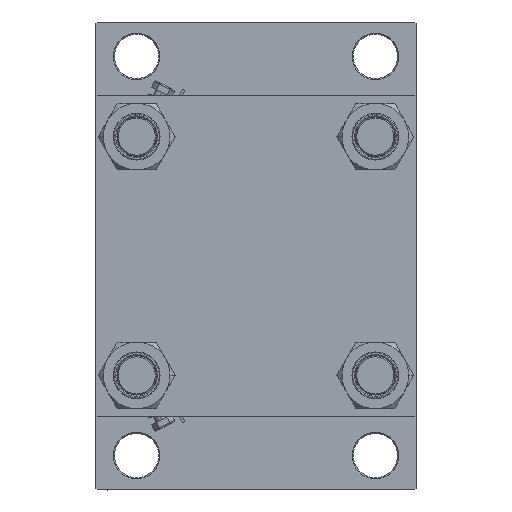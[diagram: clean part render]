
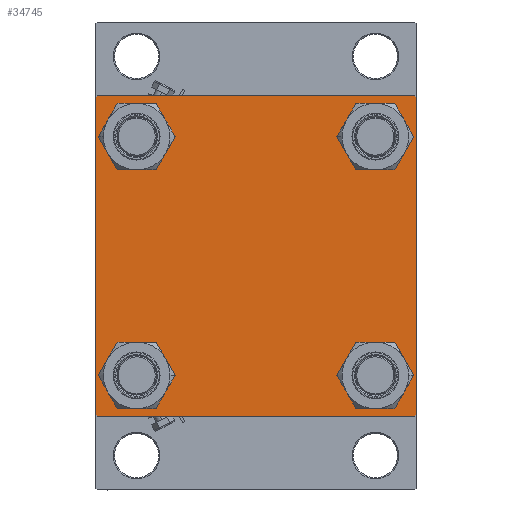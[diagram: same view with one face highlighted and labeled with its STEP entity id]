
A CAD part, left-side view. The second image highlights one B-rep face of the part: STEP entity #34745.
In plain terms, the highlighted planar face has unit normal (-1, 0, 0).
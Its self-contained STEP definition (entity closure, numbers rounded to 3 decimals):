
#214 = CARTESIAN_POINT ( 'NONE',  ( 0., 65., -64.5 ) ) ;
#254 = CARTESIAN_POINT ( 'NONE',  ( 0., -48.45, -39.95 ) ) ;
#494 = VERTEX_POINT ( 'NONE', #20586 ) ;
#525 = CARTESIAN_POINT ( 'NONE',  ( 0., 64.75, -64.75 ) ) ;
#569 = LINE ( 'NONE', #34627, #38853 ) ;
#699 = VERTEX_POINT ( 'NONE', #7472 ) ;
#1147 = CARTESIAN_POINT ( 'NONE',  ( 0., 0., 0. ) ) ;
#1255 = DIRECTION ( 'NONE',  ( 0., 0., -1. ) ) ;
#1884 = EDGE_CURVE ( 'NONE', #26714, #46128, #4691, .T. ) ;
#1920 = VECTOR ( 'NONE', #2739, 1000. ) ;
#2423 = DIRECTION ( 'NONE',  ( 0., 0., 1. ) ) ;
#2739 = DIRECTION ( 'NONE',  ( 0., 0.707, -0.707 ) ) ;
#3250 = ORIENTED_EDGE ( 'NONE', *, *, #28919, .T. ) ;
#3692 = VECTOR ( 'NONE', #19712, 1000. ) ;
#4691 = LINE ( 'NONE', #525, #26494 ) ;
#4697 = CARTESIAN_POINT ( 'NONE',  ( 0., -65., 65. ) ) ;
#4761 = CIRCLE ( 'NONE', #44295, 8.5 ) ;
#4874 = AXIS2_PLACEMENT_3D ( 'NONE', #39581, #43058, #8485 ) ;
#5067 = CIRCLE ( 'NONE', #35816, 8.5 ) ;
#5142 = CIRCLE ( 'NONE', #20130, 8.5 ) ;
#7402 = CARTESIAN_POINT ( 'NONE',  ( 0., -48.45, 39.95 ) ) ;
#7431 = EDGE_LOOP ( 'NONE', ( #23840, #28813 ) ) ;
#7472 = CARTESIAN_POINT ( 'NONE',  ( 0., -48.45, 56.95 ) ) ;
#7511 = ORIENTED_EDGE ( 'NONE', *, *, #25509, .T. ) ;
#7527 = DIRECTION ( 'NONE',  ( 0., -0.707, 0.707 ) ) ;
#7731 = EDGE_CURVE ( 'NONE', #10962, #26714, #34054, .T. ) ;
#8057 = EDGE_CURVE ( 'NONE', #16255, #37821, #44090, .T. ) ;
#8485 = DIRECTION ( 'NONE',  ( 0., 0., 1. ) ) ;
#8887 = EDGE_CURVE ( 'NONE', #28560, #22872, #18707, .T. ) ;
#9577 = DIRECTION ( 'NONE',  ( 1., 0., 0. ) ) ;
#9596 = VERTEX_POINT ( 'NONE', #16502 ) ;
#9897 = CARTESIAN_POINT ( 'NONE',  ( 0., -64.75, 64.75 ) ) ;
#10408 = CARTESIAN_POINT ( 'NONE',  ( 0., -64.5, -65. ) ) ;
#10683 = CARTESIAN_POINT ( 'NONE',  ( 0., 64.5, -65. ) ) ;
#10788 = CARTESIAN_POINT ( 'NONE',  ( 0., -48.45, -48.45 ) ) ;
#10868 = CARTESIAN_POINT ( 'NONE',  ( 0., 64.75, 64.75 ) ) ;
#10962 = VERTEX_POINT ( 'NONE', #37919 ) ;
#12144 = VERTEX_POINT ( 'NONE', #13250 ) ;
#12435 = CARTESIAN_POINT ( 'NONE',  ( 0., -64.75, -64.75 ) ) ;
#12473 = DIRECTION ( 'NONE',  ( 0., 0., 1. ) ) ;
#12843 = EDGE_CURVE ( 'NONE', #22872, #28560, #18025, .T. ) ;
#13250 = CARTESIAN_POINT ( 'NONE',  ( 0., 48.45, -56.95 ) ) ;
#13671 = AXIS2_PLACEMENT_3D ( 'NONE', #28840, #9577, #2423 ) ;
#13827 = DIRECTION ( 'NONE',  ( 0., 0.707, 0.707 ) ) ;
#14311 = LINE ( 'NONE', #10868, #1920 ) ;
#14333 = DIRECTION ( 'NONE',  ( 0., 0., 1. ) ) ;
#15715 = EDGE_LOOP ( 'NONE', ( #42899, #34289 ) ) ;
#15899 = CARTESIAN_POINT ( 'NONE',  ( 0., 48.45, 48.45 ) ) ;
#16175 = DIRECTION ( 'NONE',  ( -1., 0., 0. ) ) ;
#16255 = VERTEX_POINT ( 'NONE', #27093 ) ;
#16502 = CARTESIAN_POINT ( 'NONE',  ( 0., -65., -64.5 ) ) ;
#18025 = CIRCLE ( 'NONE', #47224, 8.5 ) ;
#18154 = ORIENTED_EDGE ( 'NONE', *, *, #40222, .F. ) ;
#18550 = AXIS2_PLACEMENT_3D ( 'NONE', #43105, #24312, #21340 ) ;
#18587 = ORIENTED_EDGE ( 'NONE', *, *, #12843, .T. ) ;
#18707 = CIRCLE ( 'NONE', #38410, 8.5 ) ;
#19423 = PLANE ( 'NONE',  #19744 ) ;
#19487 = VECTOR ( 'NONE', #44332, 1000. ) ;
#19676 = CARTESIAN_POINT ( 'NONE',  ( 0., 48.45, -48.45 ) ) ;
#19712 = DIRECTION ( 'NONE',  ( 0., 0., -1. ) ) ;
#19744 = AXIS2_PLACEMENT_3D ( 'NONE', #1147, #16175, #12473 ) ;
#19953 = CARTESIAN_POINT ( 'NONE',  ( 0., 65., 65. ) ) ;
#20130 = AXIS2_PLACEMENT_3D ( 'NONE', #44880, #45849, #37453 ) ;
#20153 = VERTEX_POINT ( 'NONE', #39751 ) ;
#20398 = DIRECTION ( 'NONE',  ( 0., 0., 1. ) ) ;
#20586 = CARTESIAN_POINT ( 'NONE',  ( 0., 48.45, -39.95 ) ) ;
#20757 = EDGE_CURVE ( 'NONE', #494, #12144, #26052, .T. ) ;
#21340 = DIRECTION ( 'NONE',  ( 0., 0., 1. ) ) ;
#21790 = CARTESIAN_POINT ( 'NONE',  ( 0., -48.45, -56.95 ) ) ;
#22116 = ORIENTED_EDGE ( 'NONE', *, *, #25392, .T. ) ;
#22872 = VERTEX_POINT ( 'NONE', #35361 ) ;
#23359 = FACE_BOUND ( 'NONE', #48091, .T. ) ;
#23502 = ORIENTED_EDGE ( 'NONE', *, *, #8057, .F. ) ;
#23840 = ORIENTED_EDGE ( 'NONE', *, *, #35430, .T. ) ;
#24312 = DIRECTION ( 'NONE',  ( 1., 0., 0. ) ) ;
#25392 = EDGE_CURVE ( 'NONE', #46128, #38194, #569, .T. ) ;
#25509 = EDGE_CURVE ( 'NONE', #20153, #37821, #31874, .T. ) ;
#25559 = VECTOR ( 'NONE', #7527, 1000. ) ;
#25854 = DIRECTION ( 'NONE',  ( 0., 0., 1. ) ) ;
#26052 = CIRCLE ( 'NONE', #4874, 8.5 ) ;
#26494 = VECTOR ( 'NONE', #30126, 1000. ) ;
#26714 = VERTEX_POINT ( 'NONE', #214 ) ;
#26731 = DIRECTION ( 'NONE',  ( 0., -1., 0. ) ) ;
#26841 = CARTESIAN_POINT ( 'NONE',  ( 0., 48.45, 56.95 ) ) ;
#27093 = CARTESIAN_POINT ( 'NONE',  ( 0., 64.5, 65. ) ) ;
#27227 = CIRCLE ( 'NONE', #18550, 8.5 ) ;
#27770 = VECTOR ( 'NONE', #1255, 1000. ) ;
#28063 = ORIENTED_EDGE ( 'NONE', *, *, #44323, .T. ) ;
#28241 = DIRECTION ( 'NONE',  ( 0., 0., 1. ) ) ;
#28368 = EDGE_CURVE ( 'NONE', #45869, #699, #43661, .T. ) ;
#28560 = VERTEX_POINT ( 'NONE', #26841 ) ;
#28813 = ORIENTED_EDGE ( 'NONE', *, *, #31920, .T. ) ;
#28840 = CARTESIAN_POINT ( 'NONE',  ( 0., -48.45, 48.45 ) ) ;
#28919 = EDGE_CURVE ( 'NONE', #38194, #9596, #38382, .T. ) ;
#29539 = EDGE_LOOP ( 'NONE', ( #44616, #45959, #22116, #3250, #18154, #7511, #23502, #43283 ) ) ;
#30126 = DIRECTION ( 'NONE',  ( 0., -0.707, -0.707 ) ) ;
#30674 = EDGE_CURVE ( 'NONE', #699, #45869, #27227, .T. ) ;
#31491 = FACE_BOUND ( 'NONE', #15715, .T. ) ;
#31591 = LINE ( 'NONE', #4697, #27770 ) ;
#31874 = LINE ( 'NONE', #9897, #40437 ) ;
#31920 = EDGE_CURVE ( 'NONE', #43826, #45824, #5142, .T. ) ;
#32271 = CARTESIAN_POINT ( 'NONE',  ( 0., -64.5, 65. ) ) ;
#34054 = LINE ( 'NONE', #19953, #3692 ) ;
#34289 = ORIENTED_EDGE ( 'NONE', *, *, #28368, .T. ) ;
#34627 = CARTESIAN_POINT ( 'NONE',  ( 0., 65., -65. ) ) ;
#34745 = ADVANCED_FACE ( 'NONE', ( #31491, #45844, #38656, #23359, #38424 ), #19423, .T. ) ;
#35361 = CARTESIAN_POINT ( 'NONE',  ( 0., 48.45, 39.95 ) ) ;
#35430 = EDGE_CURVE ( 'NONE', #45824, #43826, #4761, .T. ) ;
#35816 = AXIS2_PLACEMENT_3D ( 'NONE', #19676, #42879, #20398 ) ;
#36100 = CARTESIAN_POINT ( 'NONE',  ( 0., 48.45, 48.45 ) ) ;
#37453 = DIRECTION ( 'NONE',  ( 0., 0., 1. ) ) ;
#37821 = VERTEX_POINT ( 'NONE', #32271 ) ;
#37919 = CARTESIAN_POINT ( 'NONE',  ( 0., 65., 64.5 ) ) ;
#38194 = VERTEX_POINT ( 'NONE', #10408 ) ;
#38382 = LINE ( 'NONE', #12435, #25559 ) ;
#38410 = AXIS2_PLACEMENT_3D ( 'NONE', #15899, #39356, #28241 ) ;
#38424 = FACE_OUTER_BOUND ( 'NONE', #29539, .T. ) ;
#38656 = FACE_BOUND ( 'NONE', #42576, .T. ) ;
#38853 = VECTOR ( 'NONE', #26731, 1000. ) ;
#39356 = DIRECTION ( 'NONE',  ( 1., 0., 0. ) ) ;
#39581 = CARTESIAN_POINT ( 'NONE',  ( 0., 48.45, -48.45 ) ) ;
#39751 = CARTESIAN_POINT ( 'NONE',  ( 0., -65., 64.5 ) ) ;
#40222 = EDGE_CURVE ( 'NONE', #20153, #9596, #31591, .T. ) ;
#40437 = VECTOR ( 'NONE', #13827, 1000. ) ;
#41702 = DIRECTION ( 'NONE',  ( 1., 0., 0. ) ) ;
#42576 = EDGE_LOOP ( 'NONE', ( #43055, #28063 ) ) ;
#42879 = DIRECTION ( 'NONE',  ( 1., 0., 0. ) ) ;
#42899 = ORIENTED_EDGE ( 'NONE', *, *, #30674, .T. ) ;
#43055 = ORIENTED_EDGE ( 'NONE', *, *, #20757, .T. ) ;
#43058 = DIRECTION ( 'NONE',  ( 1., 0., 0. ) ) ;
#43105 = CARTESIAN_POINT ( 'NONE',  ( 0., -48.45, 48.45 ) ) ;
#43283 = ORIENTED_EDGE ( 'NONE', *, *, #44971, .T. ) ;
#43371 = ORIENTED_EDGE ( 'NONE', *, *, #8887, .T. ) ;
#43661 = CIRCLE ( 'NONE', #13671, 8.5 ) ;
#43826 = VERTEX_POINT ( 'NONE', #21790 ) ;
#44090 = LINE ( 'NONE', #44824, #19487 ) ;
#44295 = AXIS2_PLACEMENT_3D ( 'NONE', #10788, #45121, #25854 ) ;
#44323 = EDGE_CURVE ( 'NONE', #12144, #494, #5067, .T. ) ;
#44332 = DIRECTION ( 'NONE',  ( 0., -1., 0. ) ) ;
#44616 = ORIENTED_EDGE ( 'NONE', *, *, #7731, .T. ) ;
#44824 = CARTESIAN_POINT ( 'NONE',  ( 0., 65., 65. ) ) ;
#44880 = CARTESIAN_POINT ( 'NONE',  ( 0., -48.45, -48.45 ) ) ;
#44971 = EDGE_CURVE ( 'NONE', #16255, #10962, #14311, .T. ) ;
#45121 = DIRECTION ( 'NONE',  ( 1., 0., 0. ) ) ;
#45824 = VERTEX_POINT ( 'NONE', #254 ) ;
#45844 = FACE_BOUND ( 'NONE', #7431, .T. ) ;
#45849 = DIRECTION ( 'NONE',  ( 1., 0., 0. ) ) ;
#45869 = VERTEX_POINT ( 'NONE', #7402 ) ;
#45959 = ORIENTED_EDGE ( 'NONE', *, *, #1884, .T. ) ;
#46128 = VERTEX_POINT ( 'NONE', #10683 ) ;
#47224 = AXIS2_PLACEMENT_3D ( 'NONE', #36100, #41702, #14333 ) ;
#48091 = EDGE_LOOP ( 'NONE', ( #43371, #18587 ) ) ;
